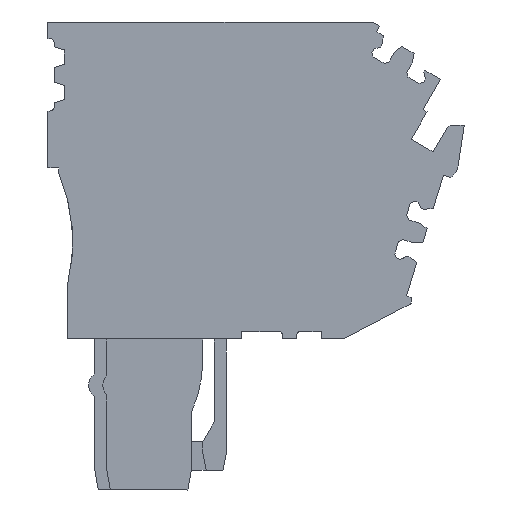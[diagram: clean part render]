
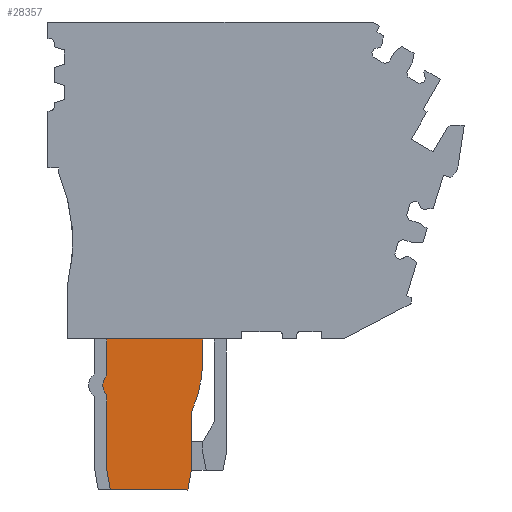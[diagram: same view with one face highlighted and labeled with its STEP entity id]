
A CAD part, left-side view. The second image highlights one B-rep face of the part: STEP entity #28357.
In plain terms, the highlighted planar face has unit normal (-1, 0, 0).
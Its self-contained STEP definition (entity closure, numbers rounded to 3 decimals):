
#28282=AXIS2_PLACEMENT_3D('Plane Axis2P3D',#28279,#28280,#28281) ;
#28293=AXIS2_PLACEMENT_3D('Circle Axis2P3D',#28291,#28292,$) ;
#28335=AXIS2_PLACEMENT_3D('Circle Axis2P3D',#28333,#28334,$) ;
#13764=CARTESIAN_POINT('Vertex',(0.7,22.68,13.15)) ;
#13794=CARTESIAN_POINT('Vertex',(0.7,31.03,13.15)) ;
#13797=CARTESIAN_POINT('Line Origine',(0.7,26.855,13.15)) ;
#28279=CARTESIAN_POINT('Axis2P3D Location',(0.7,33.716,11.345)) ;
#28284=CARTESIAN_POINT('Line Origine',(0.7,31.03,11.561)) ;
#28288=CARTESIAN_POINT('Vertex',(0.7,31.03,9.972)) ;
#28291=CARTESIAN_POINT('Axis2P3D Location',(0.7,30.18,9.125)) ;
#28295=CARTESIAN_POINT('Vertex',(0.7,31.03,8.278)) ;
#28298=CARTESIAN_POINT('Line Origine',(0.7,31.03,4.972)) ;
#28302=CARTESIAN_POINT('Vertex',(0.7,31.03,1.666)) ;
#28305=CARTESIAN_POINT('Line Origine',(0.7,30.883,0.833)) ;
#28309=CARTESIAN_POINT('Vertex',(0.7,30.736,0.)) ;
#28312=CARTESIAN_POINT('Line Origine',(0.7,27.358,0.)) ;
#28316=CARTESIAN_POINT('Vertex',(0.7,23.98,0.)) ;
#28319=CARTESIAN_POINT('Line Origine',(0.7,23.83,0.851)) ;
#28323=CARTESIAN_POINT('Vertex',(0.7,23.68,1.701)) ;
#28326=CARTESIAN_POINT('Line Origine',(0.7,23.68,4.228)) ;
#28330=CARTESIAN_POINT('Vertex',(0.7,23.68,6.755)) ;
#28333=CARTESIAN_POINT('Axis2P3D Location',(0.7,33.716,11.345)) ;
#28337=CARTESIAN_POINT('Vertex',(0.7,22.68,11.337)) ;
#28340=CARTESIAN_POINT('Line Origine',(0.7,22.68,12.244)) ;
#13798=DIRECTION('Vector Direction',(0.,1.,0.)) ;
#28280=DIRECTION('Axis2P3D Direction',(1.,0.,0.)) ;
#28281=DIRECTION('Axis2P3D XDirection',(0.,0.,-1.)) ;
#28285=DIRECTION('Vector Direction',(0.,0.,-1.)) ;
#28292=DIRECTION('Axis2P3D Direction',(1.,0.,0.)) ;
#28299=DIRECTION('Vector Direction',(0.,0.,-1.)) ;
#28306=DIRECTION('Vector Direction',(0.,-0.174,-0.985)) ;
#28313=DIRECTION('Vector Direction',(0.,1.,0.)) ;
#28320=DIRECTION('Vector Direction',(0.,0.174,-0.985)) ;
#28327=DIRECTION('Vector Direction',(0.,0.,-1.)) ;
#28334=DIRECTION('Axis2P3D Direction',(1.,0.,0.)) ;
#28341=DIRECTION('Vector Direction',(0.,0.,-1.)) ;
#13799=VECTOR('Line Direction',#13798,1.) ;
#28286=VECTOR('Line Direction',#28285,1.) ;
#28300=VECTOR('Line Direction',#28299,1.) ;
#28307=VECTOR('Line Direction',#28306,1.) ;
#28314=VECTOR('Line Direction',#28313,1.) ;
#28321=VECTOR('Line Direction',#28320,1.) ;
#28328=VECTOR('Line Direction',#28327,1.) ;
#28342=VECTOR('Line Direction',#28341,1.) ;
#28346=ORIENTED_EDGE('',*,*,#28290,.T.) ;
#28347=ORIENTED_EDGE('',*,*,#28297,.F.) ;
#28348=ORIENTED_EDGE('',*,*,#28304,.T.) ;
#28349=ORIENTED_EDGE('',*,*,#28311,.T.) ;
#28350=ORIENTED_EDGE('',*,*,#28318,.F.) ;
#28351=ORIENTED_EDGE('',*,*,#28325,.F.) ;
#28352=ORIENTED_EDGE('',*,*,#28332,.F.) ;
#28353=ORIENTED_EDGE('',*,*,#28339,.F.) ;
#28354=ORIENTED_EDGE('',*,*,#28344,.F.) ;
#28355=ORIENTED_EDGE('',*,*,#13801,.T.) ;
#28357=ADVANCED_FACE('V1',(#28356),#28283,.F.) ;
#28294=CIRCLE('generated circle',#28293,1.2) ;
#28336=CIRCLE('generated circle',#28335,11.036) ;
#13801=EDGE_CURVE('',#13765,#13795,#13800,.T.) ;
#28290=EDGE_CURVE('',#13795,#28289,#28287,.T.) ;
#28297=EDGE_CURVE('',#28296,#28289,#28294,.T.) ;
#28304=EDGE_CURVE('',#28296,#28303,#28301,.T.) ;
#28311=EDGE_CURVE('',#28303,#28310,#28308,.T.) ;
#28318=EDGE_CURVE('',#28317,#28310,#28315,.T.) ;
#28325=EDGE_CURVE('',#28324,#28317,#28322,.T.) ;
#28332=EDGE_CURVE('',#28331,#28324,#28329,.T.) ;
#28339=EDGE_CURVE('',#28338,#28331,#28336,.T.) ;
#28344=EDGE_CURVE('',#13765,#28338,#28343,.T.) ;
#28345=EDGE_LOOP('',(#28346,#28347,#28348,#28349,#28350,#28351,#28352,#28353,#28354,#28355)) ;
#28356=FACE_OUTER_BOUND('',#28345,.T.) ;
#13800=LINE('Line',#13797,#13799) ;
#28287=LINE('Line',#28284,#28286) ;
#28301=LINE('Line',#28298,#28300) ;
#28308=LINE('Line',#28305,#28307) ;
#28315=LINE('Line',#28312,#28314) ;
#28322=LINE('Line',#28319,#28321) ;
#28329=LINE('Line',#28326,#28328) ;
#28343=LINE('Line',#28340,#28342) ;
#28283=PLANE('',#28282) ;
#13765=VERTEX_POINT('',#13764) ;
#13795=VERTEX_POINT('',#13794) ;
#28289=VERTEX_POINT('',#28288) ;
#28296=VERTEX_POINT('',#28295) ;
#28303=VERTEX_POINT('',#28302) ;
#28310=VERTEX_POINT('',#28309) ;
#28317=VERTEX_POINT('',#28316) ;
#28324=VERTEX_POINT('',#28323) ;
#28331=VERTEX_POINT('',#28330) ;
#28338=VERTEX_POINT('',#28337) ;
